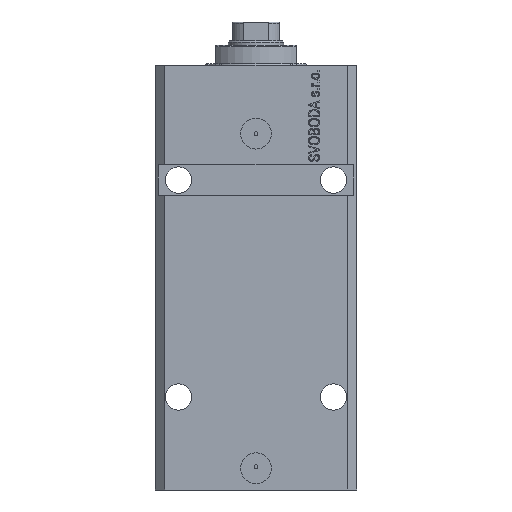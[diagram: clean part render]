
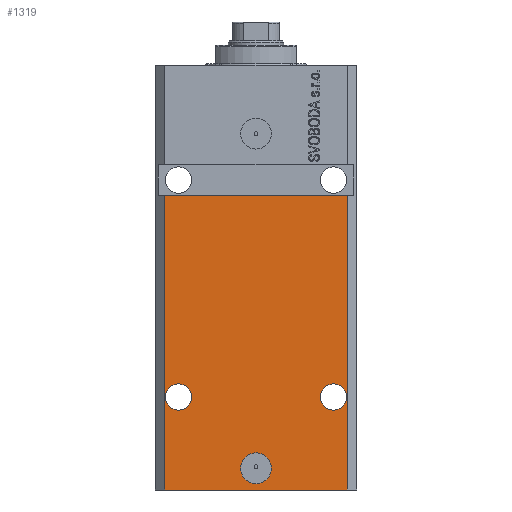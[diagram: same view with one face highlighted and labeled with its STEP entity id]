
A CAD part, front view. The second image highlights one B-rep face of the part: STEP entity #1319.
In plain terms, the highlighted planar face has unit normal (0, -1, 0).
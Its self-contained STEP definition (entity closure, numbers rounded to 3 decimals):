
#315 = LINE ( 'NONE', #14778, #1155 ) ;
#1155 = VECTOR ( 'NONE', #29494, 1000. ) ;
#1319 = ADVANCED_FACE ( 'NONE', ( #28137, #10046, #24516, #35628 ), #2586, .T. ) ;
#1883 = VERTEX_POINT ( 'NONE', #35043 ) ;
#2586 = PLANE ( 'NONE',  #46488 ) ;
#2755 = VECTOR ( 'NONE', #15483, 1000. ) ;
#3759 = DIRECTION ( 'NONE',  ( 0., -1., 0. ) ) ;
#4167 = CARTESIAN_POINT ( 'NONE',  ( 29.5, -22.5, -137. ) ) ;
#4469 = CARTESIAN_POINT ( 'NONE',  ( -25., -22.5, -107. ) ) ;
#5211 = DIRECTION ( 'NONE',  ( 1., 0., 0. ) ) ;
#5630 = EDGE_CURVE ( 'NONE', #26807, #23851, #40335, .T. ) ;
#6436 = DIRECTION ( 'NONE',  ( 1., 0., 0. ) ) ;
#6828 = EDGE_LOOP ( 'NONE', ( #35937, #33529 ) ) ;
#7472 = CARTESIAN_POINT ( 'NONE',  ( -29.5, -22.5, -42. ) ) ;
#7855 = DIRECTION ( 'NONE',  ( -1., 0., 0. ) ) ;
#7883 = AXIS2_PLACEMENT_3D ( 'NONE', #36792, #40885, #40650 ) ;
#8141 = VECTOR ( 'NONE', #5211, 1000. ) ;
#8251 = VERTEX_POINT ( 'NONE', #15642 ) ;
#9742 = VERTEX_POINT ( 'NONE', #10270 ) ;
#10046 = FACE_BOUND ( 'NONE', #6828, .T. ) ;
#10184 = EDGE_CURVE ( 'NONE', #15543, #26184, #315, .T. ) ;
#10219 = VERTEX_POINT ( 'NONE', #4167 ) ;
#10236 = EDGE_CURVE ( 'NONE', #10219, #26184, #18880, .T. ) ;
#10270 = CARTESIAN_POINT ( 'NONE',  ( 29.25, -22.5, -107. ) ) ;
#11286 = CARTESIAN_POINT ( 'NONE',  ( -29.5, -22.5, -137. ) ) ;
#11429 = VECTOR ( 'NONE', #20421, 1000. ) ;
#11539 = EDGE_CURVE ( 'NONE', #23851, #26807, #37469, .T. ) ;
#12664 = EDGE_CURVE ( 'NONE', #9742, #1883, #42769, .T. ) ;
#12910 = CARTESIAN_POINT ( 'NONE',  ( -29.5, -22.5, -137. ) ) ;
#13962 = DIRECTION ( 'NONE',  ( 1., 0., 0. ) ) ;
#14029 = EDGE_LOOP ( 'NONE', ( #43136, #45225 ) ) ;
#14778 = CARTESIAN_POINT ( 'NONE',  ( -32.5, -22.5, -42. ) ) ;
#14826 = CARTESIAN_POINT ( 'NONE',  ( 0., -22.5, -130. ) ) ;
#14920 = EDGE_CURVE ( 'NONE', #19966, #10219, #23546, .T. ) ;
#15483 = DIRECTION ( 'NONE',  ( 0., 0., 1. ) ) ;
#15543 = VERTEX_POINT ( 'NONE', #7472 ) ;
#15642 = CARTESIAN_POINT ( 'NONE',  ( -29.25, -22.5, -107. ) ) ;
#15814 = CARTESIAN_POINT ( 'NONE',  ( 29.5, -22.5, -42. ) ) ;
#16470 = DIRECTION ( 'NONE',  ( 1., 0., 0. ) ) ;
#16822 = DIRECTION ( 'NONE',  ( 1., 0., 0. ) ) ;
#17659 = CIRCLE ( 'NONE', #42307, 4.25 ) ;
#17829 = DIRECTION ( 'NONE',  ( 0., -1., 0. ) ) ;
#18880 = LINE ( 'NONE', #25871, #2755 ) ;
#19503 = AXIS2_PLACEMENT_3D ( 'NONE', #14826, #36093, #47419 ) ;
#19966 = VERTEX_POINT ( 'NONE', #11286 ) ;
#20421 = DIRECTION ( 'NONE',  ( 0., 0., 1. ) ) ;
#21305 = ORIENTED_EDGE ( 'NONE', *, *, #11539, .F. ) ;
#21811 = EDGE_CURVE ( 'NONE', #1883, #9742, #17659, .T. ) ;
#22817 = AXIS2_PLACEMENT_3D ( 'NONE', #41924, #23580, #16822 ) ;
#23546 = LINE ( 'NONE', #12910, #8141 ) ;
#23580 = DIRECTION ( 'NONE',  ( 0., -1., 0. ) ) ;
#23836 = EDGE_LOOP ( 'NONE', ( #24296, #21305 ) ) ;
#23851 = VERTEX_POINT ( 'NONE', #43811 ) ;
#23947 = DIRECTION ( 'NONE',  ( 0., -1., 0. ) ) ;
#24029 = CARTESIAN_POINT ( 'NONE',  ( -29.5, -22.5, -137. ) ) ;
#24296 = ORIENTED_EDGE ( 'NONE', *, *, #5630, .F. ) ;
#24516 = FACE_BOUND ( 'NONE', #14029, .T. ) ;
#24759 = CARTESIAN_POINT ( 'NONE',  ( -29.5, -22.5, -137. ) ) ;
#24899 = EDGE_CURVE ( 'NONE', #35966, #8251, #42412, .T. ) ;
#25871 = CARTESIAN_POINT ( 'NONE',  ( 29.5, -22.5, -137. ) ) ;
#26184 = VERTEX_POINT ( 'NONE', #15814 ) ;
#26621 = AXIS2_PLACEMENT_3D ( 'NONE', #35693, #17829, #13962 ) ;
#26807 = VERTEX_POINT ( 'NONE', #44437 ) ;
#26956 = AXIS2_PLACEMENT_3D ( 'NONE', #4469, #3759, #7855 ) ;
#28137 = FACE_BOUND ( 'NONE', #23836, .T. ) ;
#29494 = DIRECTION ( 'NONE',  ( 1., 0., 0. ) ) ;
#30203 = CIRCLE ( 'NONE', #7883, 4.25 ) ;
#32149 = CARTESIAN_POINT ( 'NONE',  ( 25., -22.5, -107. ) ) ;
#32198 = EDGE_CURVE ( 'NONE', #19966, #15543, #46472, .T. ) ;
#33529 = ORIENTED_EDGE ( 'NONE', *, *, #21811, .F. ) ;
#35043 = CARTESIAN_POINT ( 'NONE',  ( 20.75, -22.5, -107. ) ) ;
#35628 = FACE_OUTER_BOUND ( 'NONE', #38109, .T. ) ;
#35693 = CARTESIAN_POINT ( 'NONE',  ( 0., -22.5, -130. ) ) ;
#35937 = ORIENTED_EDGE ( 'NONE', *, *, #12664, .F. ) ;
#35966 = VERTEX_POINT ( 'NONE', #44544 ) ;
#36093 = DIRECTION ( 'NONE',  ( 0., -1., 0. ) ) ;
#36792 = CARTESIAN_POINT ( 'NONE',  ( -25., -22.5, -107. ) ) ;
#37316 = ORIENTED_EDGE ( 'NONE', *, *, #14920, .T. ) ;
#37469 = CIRCLE ( 'NONE', #26621, 5. ) ;
#38109 = EDGE_LOOP ( 'NONE', ( #40001, #44088, #37316, #45099 ) ) ;
#39488 = DIRECTION ( 'NONE',  ( 0., -1., 0. ) ) ;
#40001 = ORIENTED_EDGE ( 'NONE', *, *, #10184, .F. ) ;
#40335 = CIRCLE ( 'NONE', #19503, 5. ) ;
#40650 = DIRECTION ( 'NONE',  ( -1., 0., 0. ) ) ;
#40885 = DIRECTION ( 'NONE',  ( 0., -1., 0. ) ) ;
#41924 = CARTESIAN_POINT ( 'NONE',  ( 25., -22.5, -107. ) ) ;
#42307 = AXIS2_PLACEMENT_3D ( 'NONE', #32149, #23947, #16470 ) ;
#42412 = CIRCLE ( 'NONE', #26956, 4.25 ) ;
#42769 = CIRCLE ( 'NONE', #22817, 4.25 ) ;
#43136 = ORIENTED_EDGE ( 'NONE', *, *, #24899, .F. ) ;
#43811 = CARTESIAN_POINT ( 'NONE',  ( -5., -22.5, -130. ) ) ;
#44088 = ORIENTED_EDGE ( 'NONE', *, *, #32198, .F. ) ;
#44437 = CARTESIAN_POINT ( 'NONE',  ( 5., -22.5, -130. ) ) ;
#44544 = CARTESIAN_POINT ( 'NONE',  ( -20.75, -22.5, -107. ) ) ;
#44717 = EDGE_CURVE ( 'NONE', #8251, #35966, #30203, .T. ) ;
#45099 = ORIENTED_EDGE ( 'NONE', *, *, #10236, .T. ) ;
#45225 = ORIENTED_EDGE ( 'NONE', *, *, #44717, .F. ) ;
#46472 = LINE ( 'NONE', #24029, #11429 ) ;
#46488 = AXIS2_PLACEMENT_3D ( 'NONE', #24759, #39488, #6436 ) ;
#47419 = DIRECTION ( 'NONE',  ( 1., 0., 0. ) ) ;
